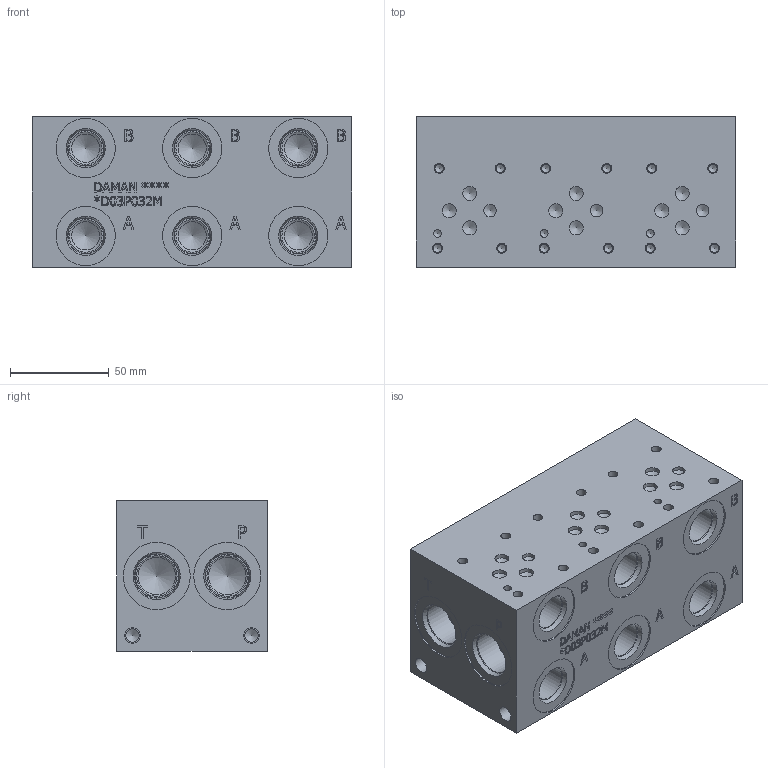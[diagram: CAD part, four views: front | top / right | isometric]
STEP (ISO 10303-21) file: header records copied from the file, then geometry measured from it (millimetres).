
FILE_DESCRIPTION(/* description */ (''),/* implementation_level */ '2;1');
FILE_NAME(/* name */ '_D03P032M.stp',/* time_stamp */ '2021-07-14T14:44:11-04:00',/* author */ ('anthonyv'),/* organization */ (''),/* preprocessor_version */ 'ST-DEVELOPER v18.1',/* originating_system */ 'Autodesk Inventor 2021',/* authorisation */ '');
FILE_SCHEMA (('AUTOMOTIVE_DESIGN { 1 0 10303 214 3 1 1 }'));
Length unit declared in the file: millimetre
Products named in the file (1): Part_AD03P032M_3D
Bounding box: 161.67 x 76.2 x 76.2 mm (x, y, z)
Volume: 855524.7 mm3; surface area: 80890.9 mm2
Topology: 1 solids, 1 shells, 690 faces, 1889 edges, 1283 vertices
Faces by surface type: plane 373, bspline 155, cylinder 91, cone 71
Full cylindrical faces by diameter (mm): 3.962 x3, 4.216 x12, 5.004 x12, 6.35 x3, 6.756 x4, 7.137 x9, 8.001 x4, 14.275 x6, 16.535 x6, 18.009 x6, 19.05 x4, 20.523 x4, 21.996 x4, 22.53 x4, 29.997 x6, 33.985 x4
Entity records: 23072 total; most frequent: CARTESIAN_POINT 5837, ORIENTED_EDGE 3696, DIRECTION 2964, EDGE_CURVE 1848, VERTEX_POINT 1283, LINE 1184, VECTOR 1184, AXIS2_PLACEMENT_3D 890
